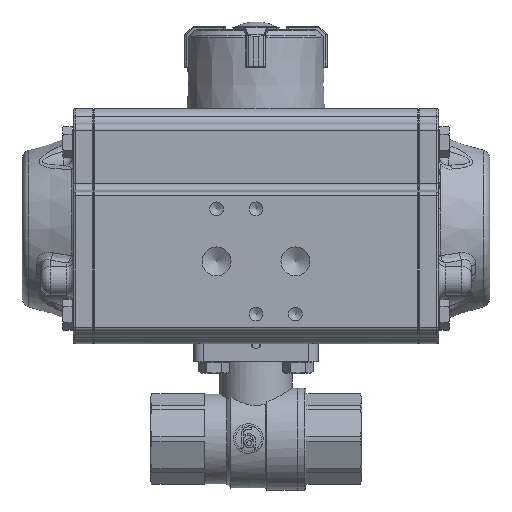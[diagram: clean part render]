
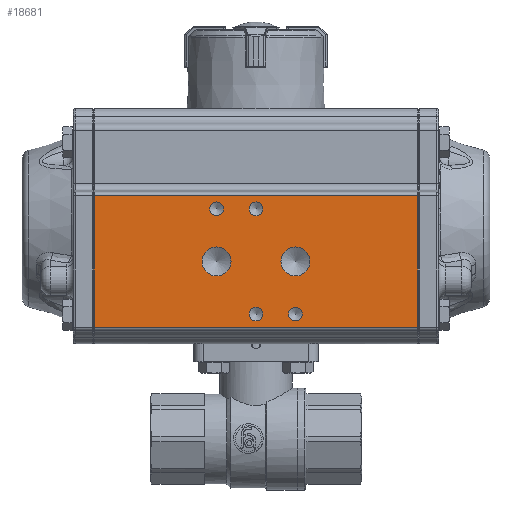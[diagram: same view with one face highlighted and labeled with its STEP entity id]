
A CAD part, front view. The second image highlights one B-rep face of the part: STEP entity #18681.
In plain terms, the highlighted face is planar.
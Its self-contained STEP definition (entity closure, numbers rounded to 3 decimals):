
#902=LINE('',#31388,#1896);
#903=LINE('',#31392,#1897);
#904=LINE('',#31394,#1898);
#905=LINE('',#31396,#1899);
#1896=VECTOR('',#23605,1000.);
#1897=VECTOR('',#23610,1000.);
#1898=VECTOR('',#23611,1000.);
#1899=VECTOR('',#23612,1000.);
#3140=PLANE('',#20331);
#5304=ORIENTED_EDGE('',*,*,#9372,.F.);
#5305=ORIENTED_EDGE('',*,*,#9374,.T.);
#5306=ORIENTED_EDGE('',*,*,#9375,.T.);
#5307=ORIENTED_EDGE('',*,*,#9376,.T.);
#5308=ORIENTED_EDGE('',*,*,#9080,.F.);
#5309=ORIENTED_EDGE('',*,*,#9078,.F.);
#5310=ORIENTED_EDGE('',*,*,#9076,.F.);
#5311=ORIENTED_EDGE('',*,*,#9074,.F.);
#5312=ORIENTED_EDGE('',*,*,#9072,.F.);
#5313=ORIENTED_EDGE('',*,*,#9070,.F.);
#9070=EDGE_CURVE('',#11321,#11321,#12677,.T.);
#9072=EDGE_CURVE('',#11324,#11324,#12679,.T.);
#9074=EDGE_CURVE('',#11327,#11327,#12681,.T.);
#9076=EDGE_CURVE('',#11330,#11330,#12683,.T.);
#9078=EDGE_CURVE('',#11333,#11333,#12685,.T.);
#9080=EDGE_CURVE('',#11336,#11336,#12687,.T.);
#9372=EDGE_CURVE('',#11574,#11575,#902,.T.);
#9374=EDGE_CURVE('',#11574,#11576,#903,.T.);
#9375=EDGE_CURVE('',#11576,#11577,#904,.T.);
#9376=EDGE_CURVE('',#11577,#11575,#905,.T.);
#11321=VERTEX_POINT('',#30297);
#11324=VERTEX_POINT('',#30304);
#11327=VERTEX_POINT('',#30311);
#11330=VERTEX_POINT('',#30318);
#11333=VERTEX_POINT('',#30325);
#11336=VERTEX_POINT('',#30332);
#11574=VERTEX_POINT('',#31387);
#11575=VERTEX_POINT('',#31389);
#11576=VERTEX_POINT('',#31393);
#11577=VERTEX_POINT('',#31395);
#12677=CIRCLE('',#20081,4.4);
#12679=CIRCLE('',#20085,4.4);
#12681=CIRCLE('',#20089,2.1);
#12683=CIRCLE('',#20093,2.1);
#12685=CIRCLE('',#20097,2.1);
#12687=CIRCLE('',#20101,2.1);
#13951=EDGE_LOOP('',(#5304,#5305,#5306,#5307));
#13952=EDGE_LOOP('',(#5308));
#13953=EDGE_LOOP('',(#5309));
#13954=EDGE_LOOP('',(#5310));
#13955=EDGE_LOOP('',(#5311));
#13956=EDGE_LOOP('',(#5312));
#13957=EDGE_LOOP('',(#5313));
#15352=FACE_BOUND('',#13951,.T.);
#15353=FACE_BOUND('',#13952,.T.);
#15354=FACE_BOUND('',#13953,.T.);
#15355=FACE_BOUND('',#13954,.T.);
#15356=FACE_BOUND('',#13955,.T.);
#15357=FACE_BOUND('',#13956,.T.);
#15358=FACE_BOUND('',#13957,.T.);
#18681=ADVANCED_FACE('',(#15352,#15353,#15354,#15355,#15356,#15357,#15358),
#3140,.F.);
#20081=AXIS2_PLACEMENT_3D('',#30296,#23008,#23009);
#20085=AXIS2_PLACEMENT_3D('',#30303,#23016,#23017);
#20089=AXIS2_PLACEMENT_3D('',#30310,#23024,#23025);
#20093=AXIS2_PLACEMENT_3D('',#30317,#23032,#23033);
#20097=AXIS2_PLACEMENT_3D('',#30324,#23040,#23041);
#20101=AXIS2_PLACEMENT_3D('',#30331,#23048,#23049);
#20331=AXIS2_PLACEMENT_3D('',#31391,#23608,#23609);
#23008=DIRECTION('',(-1.,0.,0.));
#23009=DIRECTION('',(0.,0.,1.));
#23016=DIRECTION('',(-1.,0.,0.));
#23017=DIRECTION('',(0.,0.,1.));
#23024=DIRECTION('',(-1.,0.,0.));
#23025=DIRECTION('',(0.,0.,1.));
#23032=DIRECTION('',(-1.,0.,0.));
#23033=DIRECTION('',(0.,0.,1.));
#23040=DIRECTION('',(-1.,0.,0.));
#23041=DIRECTION('',(0.,0.,1.));
#23048=DIRECTION('',(-1.,0.,0.));
#23049=DIRECTION('',(0.,0.,1.));
#23605=DIRECTION('',(0.,0.,-1.));
#23608=DIRECTION('',(1.,0.,0.));
#23609=DIRECTION('',(0.,1.,0.));
#23610=DIRECTION('',(0.,1.,0.));
#23611=DIRECTION('',(0.,0.,-1.));
#23612=DIRECTION('',(0.,-1.,0.));
#30296=CARTESIAN_POINT('',(-42.,-10.,12.));
#30297=CARTESIAN_POINT('',(-42.,-10.,16.4));
#30303=CARTESIAN_POINT('',(-42.,-10.,-12.));
#30304=CARTESIAN_POINT('',(-42.,-10.,-7.6));
#30310=CARTESIAN_POINT('',(-42.,6.,0.));
#30311=CARTESIAN_POINT('',(-42.,6.,2.1));
#30317=CARTESIAN_POINT('',(-42.,-26.,0.));
#30318=CARTESIAN_POINT('',(-42.,-26.,2.1));
#30324=CARTESIAN_POINT('',(-42.,6.,-12.));
#30325=CARTESIAN_POINT('',(-42.,6.,-9.9));
#30331=CARTESIAN_POINT('',(-42.,-26.,12.));
#30332=CARTESIAN_POINT('',(-42.,-26.,14.1));
#31387=CARTESIAN_POINT('',(-42.,-30.05,49.2));
#31388=CARTESIAN_POINT('',(-42.,-30.05,49.5));
#31389=CARTESIAN_POINT('',(-42.,-30.05,-49.2));
#31391=CARTESIAN_POINT('',(-42.,10.062,49.5));
#31392=CARTESIAN_POINT('',(-42.,10.062,49.2));
#31393=CARTESIAN_POINT('',(-42.,10.062,49.2));
#31394=CARTESIAN_POINT('',(-42.,10.062,49.5));
#31395=CARTESIAN_POINT('',(-42.,10.062,-49.2));
#31396=CARTESIAN_POINT('',(-42.,10.062,-49.2));
